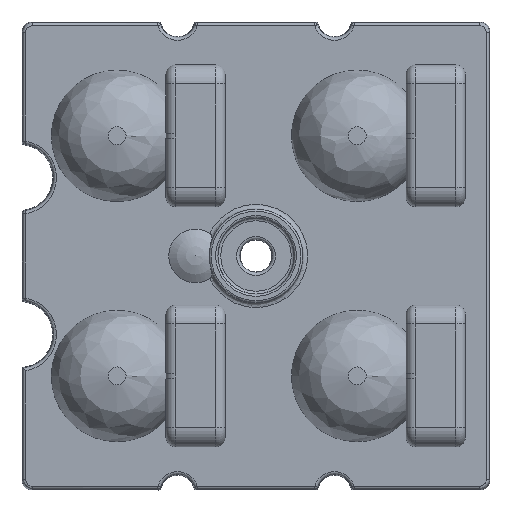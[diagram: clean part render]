
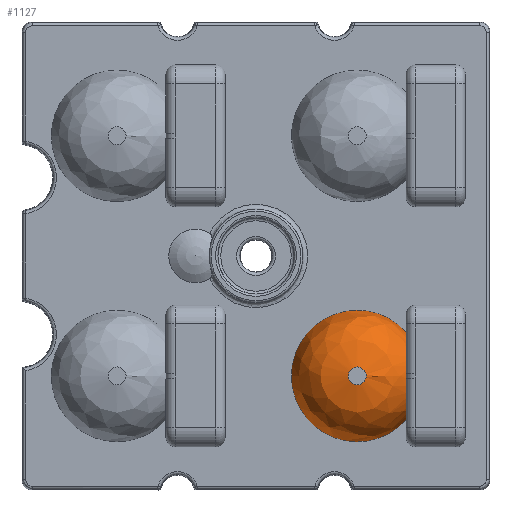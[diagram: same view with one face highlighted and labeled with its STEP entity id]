
A CAD part, top view. The second image highlights one B-rep face of the part: STEP entity #1127.
In plain terms, the highlighted free-form (B-spline) face has degree [3, 3] with [4, 7] control points.
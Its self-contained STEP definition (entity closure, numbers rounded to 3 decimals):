
#1127=ADVANCED_FACE('',(#2374,#2375),#2376,.T.);
#2374=FACE_OUTER_BOUND('',#17249,.T.);
#2375=FACE_OUTER_BOUND('',#17250,.T.);
#2376=(B_SPLINE_SURFACE(3,3,((#17252,#17253,#17254,#17255,#17256,#17257,#17258),(#17259,#17260,#17261,#17262,#17263,#17264,#17265),(#17266,#17267,#17268,#17269,#17270,#17271,#17272),(#17273,#17274,#17275,#17276,#17277,#17278,#17279)),.UNSPECIFIED.,.F.,.T.,.F.)B_SPLINE_SURFACE_WITH_KNOTS((4,4),(4,3,4),(0.0,6.283),(0.0,0.785,1.571),.UNSPECIFIED.)RATIONAL_B_SPLINE_SURFACE(((1.0,0.333,0.333,1.0,0.333,0.333,1.0),(0.805,0.268,0.268,0.805,0.268,0.268,0.805),(0.805,0.268,0.268,0.805,0.268,0.268,0.805),(1.0,0.333,0.333,1.0,0.333,0.333,1.0)))BOUNDED_SURFACE()REPRESENTATION_ITEM('')GEOMETRIC_REPRESENTATION_ITEM()SURFACE());
#17249=EDGE_LOOP('',(#20555,#20556,#20557,#20558));
#17250=EDGE_LOOP('',(#20559));
#17252=CARTESIAN_POINT('',(24.35,0.0,8.0));
#17253=CARTESIAN_POINT('',(24.35,1.9,8.0));
#17254=CARTESIAN_POINT('',(22.45,1.9,8.0));
#17255=CARTESIAN_POINT('',(22.45,0.0,8.0));
#17256=CARTESIAN_POINT('',(22.45,-1.9,8.0));
#17257=CARTESIAN_POINT('',(24.35,-1.9,8.0));
#17258=CARTESIAN_POINT('',(24.35,0.0,8.0));
#17259=CARTESIAN_POINT('',(27.865,0.0,8.0));
#17260=CARTESIAN_POINT('',(27.865,8.929,8.0));
#17261=CARTESIAN_POINT('',(18.935,8.929,8.0));
#17262=CARTESIAN_POINT('',(18.935,0.0,8.0));
#17263=CARTESIAN_POINT('',(18.935,-8.929,8.0));
#17264=CARTESIAN_POINT('',(27.865,-8.929,8.0));
#17265=CARTESIAN_POINT('',(27.865,0.0,8.0));
#17266=CARTESIAN_POINT('',(30.35,0.0,5.515));
#17267=CARTESIAN_POINT('',(30.35,13.9,5.515));
#17268=CARTESIAN_POINT('',(16.45,13.9,5.515));
#17269=CARTESIAN_POINT('',(16.45,0.0,5.515));
#17270=CARTESIAN_POINT('',(16.45,-13.9,5.515));
#17271=CARTESIAN_POINT('',(30.35,-13.9,5.515));
#17272=CARTESIAN_POINT('',(30.35,0.0,5.515));
#17273=CARTESIAN_POINT('',(30.35,0.0,2.0));
#17274=CARTESIAN_POINT('',(30.35,13.9,2.0));
#17275=CARTESIAN_POINT('',(16.45,13.9,2.0));
#17276=CARTESIAN_POINT('',(16.45,0.0,2.0));
#17277=CARTESIAN_POINT('',(16.45,-13.9,2.0));
#17278=CARTESIAN_POINT('',(30.35,-13.9,2.0));
#17279=CARTESIAN_POINT('',(30.35,0.0,2.0));
#20555=ORIENTED_EDGE('',*,*,#22594,.F.);
#20556=ORIENTED_EDGE('',*,*,#22595,.F.);
#20557=ORIENTED_EDGE('',*,*,#21806,.F.);
#20558=ORIENTED_EDGE('',*,*,#22596,.F.);
#20559=ORIENTED_EDGE('',*,*,#22597,.F.);
#21806=EDGE_CURVE('',#23549,#23551,#23552,.T.);
#22594=EDGE_CURVE('',#24620,#24621,#24622,.T.);
#22595=EDGE_CURVE('',#23551,#24620,#24623,.F.);
#22596=EDGE_CURVE('',#24621,#23549,#24624,.T.);
#22597=EDGE_CURVE('',#24625,#24625,#24626,.T.);
#23549=VERTEX_POINT('',#26056);
#23551=VERTEX_POINT('',#26059);
#23552=B_SPLINE_CURVE_WITH_KNOTS('',3,(#26060,#26061,#26062,#26063,#26064,#26065,#26066,#26067,#26068,#26069,#26070,#26071,#26072,#26073),.UNSPECIFIED.,.F.,.F.,(4,2,2,2,2,2,4),(0.007,0.009,0.01,0.011,0.012,0.013,0.014),.UNSPECIFIED.);
#24620=VERTEX_POINT('',#28002);
#24621=VERTEX_POINT('',#28003);
#24622=B_SPLINE_CURVE_WITH_KNOTS('',3,(#28004,#28005,#28006,#28007,#28008,#28009,#28010,#28011,#28012,#28013,#28014,#28015,#28016,#28017,#28018,#28019,#28020,#28021),.UNSPECIFIED.,.F.,.F.,(4,2,2,2,2,2,2,2,4),(0.0,0.001,0.002,0.003,0.003,0.004,0.005,0.006,0.007),.UNSPECIFIED.);
#24623=CIRCLE('',#28022,6.95);
#24624=B_SPLINE_CURVE_WITH_KNOTS('',3,(#28023,#28024,#28025,#28026),.UNSPECIFIED.,.F.,.F.,(4,4),(0.007,0.007),.UNSPECIFIED.);
#24625=VERTEX_POINT('',#28027);
#24626=CIRCLE('',#28028,0.95);
#26056=CARTESIAN_POINT('',(28.58,-0.234,6.25));
#26059=CARTESIAN_POINT('',(28.58,-4.634,2.0));
#26060=CARTESIAN_POINT('',(28.58,-0.234,6.25));
#26061=CARTESIAN_POINT('',(28.58,-0.801,6.225));
#26062=CARTESIAN_POINT('',(28.58,-1.35,6.11));
#26063=CARTESIAN_POINT('',(28.58,-2.141,5.795));
#26064=CARTESIAN_POINT('',(28.58,-2.393,5.667));
#26065=CARTESIAN_POINT('',(28.58,-2.867,5.371));
#26066=CARTESIAN_POINT('',(28.58,-3.091,5.201));
#26067=CARTESIAN_POINT('',(28.58,-3.715,4.623));
#26068=CARTESIAN_POINT('',(28.58,-4.049,4.164));
#26069=CARTESIAN_POINT('',(28.58,-4.397,3.386));
#26070=CARTESIAN_POINT('',(28.58,-4.484,3.119));
#26071=CARTESIAN_POINT('',(28.58,-4.603,2.569));
#26072=CARTESIAN_POINT('',(28.58,-4.634,2.285));
#26073=CARTESIAN_POINT('',(28.58,-4.634,2.0));
#28002=CARTESIAN_POINT('',(28.58,4.634,2.0));
#28003=CARTESIAN_POINT('',(28.58,0.234,6.25));
#28004=CARTESIAN_POINT('',(28.58,4.634,2.0));
#28005=CARTESIAN_POINT('',(28.58,4.634,2.285));
#28006=CARTESIAN_POINT('',(28.58,4.604,2.564));
#28007=CARTESIAN_POINT('',(28.58,4.486,3.113));
#28008=CARTESIAN_POINT('',(28.58,4.397,3.385));
#28009=CARTESIAN_POINT('',(28.58,4.167,3.899));
#28010=CARTESIAN_POINT('',(28.58,4.027,4.142));
#28011=CARTESIAN_POINT('',(28.58,3.697,4.601));
#28012=CARTESIAN_POINT('',(28.58,3.508,4.814));
#28013=CARTESIAN_POINT('',(28.58,3.097,5.196));
#28014=CARTESIAN_POINT('',(28.58,2.872,5.368));
#28015=CARTESIAN_POINT('',(28.58,2.391,5.669));
#28016=CARTESIAN_POINT('',(28.58,2.14,5.795));
#28017=CARTESIAN_POINT('',(28.58,1.618,6.003));
#28018=CARTESIAN_POINT('',(28.58,1.345,6.086));
#28019=CARTESIAN_POINT('',(28.58,0.793,6.202));
#28020=CARTESIAN_POINT('',(28.58,0.514,6.237));
#28021=CARTESIAN_POINT('',(28.58,0.234,6.25));
#28022=AXIS2_PLACEMENT_3D('',#29947,#29948,#29949);
#28023=CARTESIAN_POINT('',(28.58,0.234,6.25));
#28024=CARTESIAN_POINT('',(28.58,0.079,6.257));
#28025=CARTESIAN_POINT('',(28.58,-0.077,6.257));
#28026=CARTESIAN_POINT('',(28.58,-0.234,6.25));
#28027=CARTESIAN_POINT('',(24.35,0.0,8.0));
#28028=AXIS2_PLACEMENT_3D('',#29950,#29951,#29952);
#29947=CARTESIAN_POINT('',(23.4,0.0,2.0));
#29948=DIRECTION('',(0.0,0.0,1.0));
#29949=DIRECTION('',(1.0,0.0,0.0));
#29950=CARTESIAN_POINT('',(23.4,0.0,8.0));
#29951=DIRECTION('',(0.0,0.0,1.0));
#29952=DIRECTION('',(1.0,0.0,0.0));
